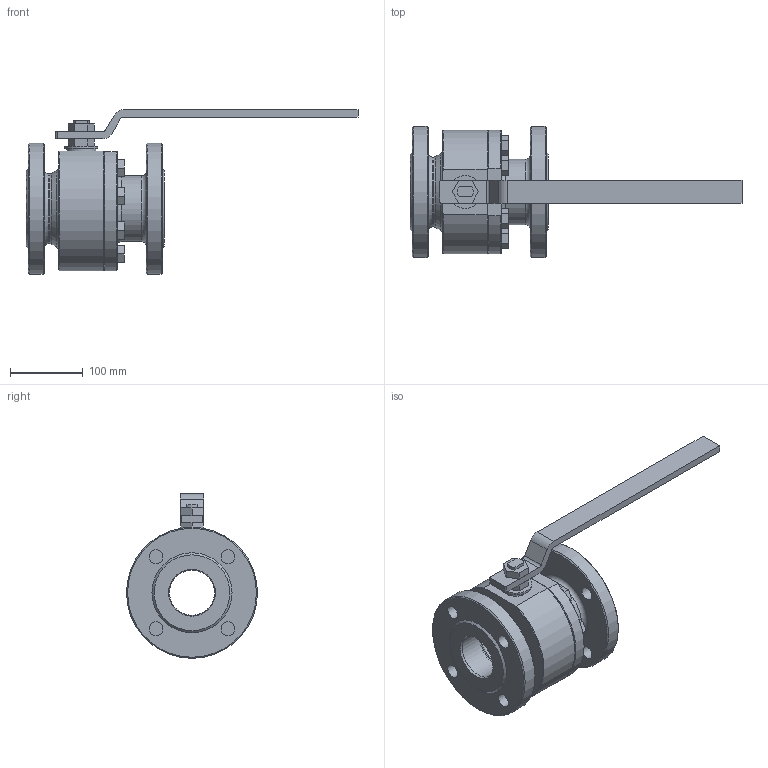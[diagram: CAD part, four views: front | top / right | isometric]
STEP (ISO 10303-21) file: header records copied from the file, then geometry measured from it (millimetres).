
FILE_DESCRIPTION( ( 'STEP AP214' ), '1' );
FILE_NAME( ' ', ' ', ( ' ' ), ( ' ' ), 'PSStep 13.0', 'VISI 18.0', ' ' );
FILE_SCHEMA( ( 'AUTOMOTIVE_DESIGN { 1 0 10303 214 1 1 1 1 }' ) );
Length unit declared in the file: millimetre
Products named in the file (1): 1
Bounding box: 456 x 180 x 226 mm (x, y, z)
Volume: 2563501.9 mm3; surface area: 331051.9 mm2
Topology: 1 solids, 12 shells, 213 faces, 468 edges, 306 vertices
Faces by surface type: plane 125, cylinder 55, cone 28, torus 5
Full cylindrical faces by diameter (mm): 14 x8, 18 x9, 19 x8, 22.4 x1, 35 x1, 40 x1, 45 x1, 62 x2, 63.8 x2, 80 x2, 90 x1, 96 x1, 98.5 x1, 99 x1, 101 x1, 106 x1, 108 x1, 113 x1, 180 x2
Entity records: 7140 total; most frequent: CARTESIAN_POINT 999, DIRECTION 926, ORIENTED_EDGE 742, EDGE_CURVE 371, AXIS2_PLACEMENT_3D 350, EDGE_LOOP 337, VERTEX_POINT 292, FACE_OUTER_BOUND 263
